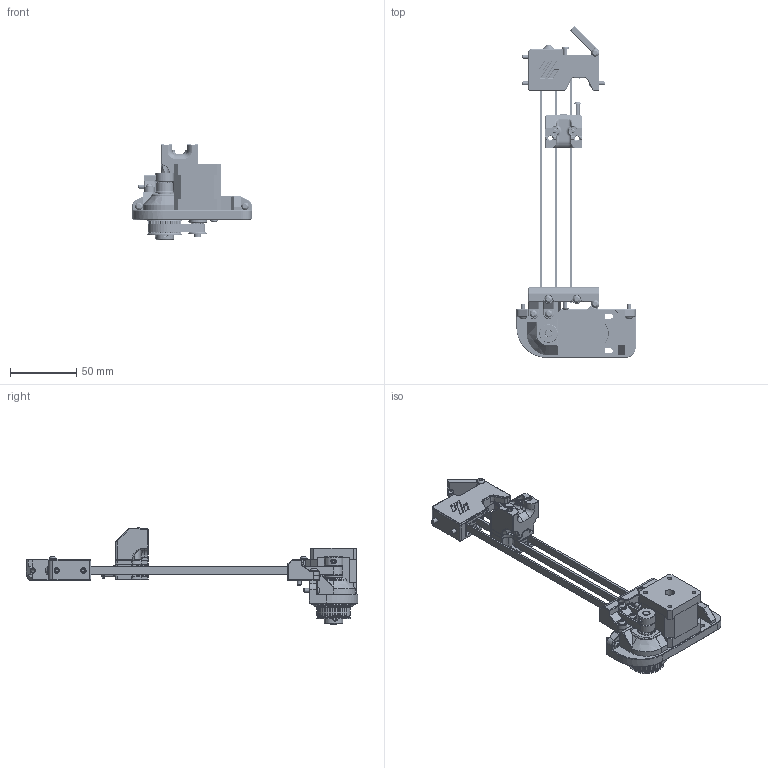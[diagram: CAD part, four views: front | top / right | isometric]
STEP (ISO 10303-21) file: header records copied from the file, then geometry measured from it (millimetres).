
FILE_DESCRIPTION(/* description */ (''),/* implementation_level */ '2;1');
FILE_NAME(/* name */ 'MCM V0-V0.1 Z Block & Tackle.step',/* time_stamp */ '2021-10-23T09:48:31+01:00',/* author */ (''),/* organization */ (''),/* preprocessor_version */ 'ST-DEVELOPER v18.1',/* originating_system */ 'Autodesk Translation Framework v10.10.0.1391',/* authorisation */ '');
FILE_SCHEMA (('AUTOMOTIVE_DESIGN { 1 0 10303 214 3 1 1 }'));
Products named in the file (51): MCM V0.1 Z Block & Tackle; MCM B&T Z; Top Assembly; Vitamins; M2x10 self tapping screw for plastic-1; M3x8 BHCS (2); M3x10 BHCS-1; M3x16 BHCS (2); M3x16 BHCS; f623_stack-10; Omron_D2F_F-1; [a]_z_tensioner; z_top_bracket; Bed Assembly; bed_mid; bed_front_V0.1; bed_rear; Printability; Vitamins (2); M3x30 BHCS; M3 Threaded Insert (1); f623_stack-10_1; f623_stack-10_2; f623-rs; M3 washer-1; 3x12mm pin; Bottom Assembly; Vitamins (1); M3x10 BHCS; M3x12 BHCS; M3x16 BHCS (1); M3x25 BHCS; M3 Threaded Insert (1) (1) (1); 5x10x0.5 Shim; M3 Washer; NEMA14 Motors; LDO-35STH42-0504AH; 5mm Shaft; MF105-bearing ; MF105-rubber (1) (1) ...
Assembly tree (84 placements, depth 6):
  MCM V0.1 Z Block & Tackle
    MCM B&T Z
      Top Assembly
        Vitamins
          M2x10 self tapping screw for plastic-1  x2
          M3x8 BHCS (2)  x2
          M3x10 BHCS-1
          M3x16 BHCS (2)
          M3x16 BHCS
          M3x25 BHCS
          M3 Threaded Insert (1)  x2
          f623_stack-10
            f623-rs  x2
            M3 washer-1  x2
          3x12mm pin
          Omron_D2F_F-1
        [a]_z_tensioner
        z_top_bracket
      Bed Assembly
        bed_mid
        bed_front_V0.1
        bed_rear
          Printability
        Vitamins (2)
          M3x12 BHCS
          M3x30 BHCS  x2
          M3 Threaded Insert (1)  x2
          f623_stack-10_1
            f623-rs  x2
            M3 washer-1  x2
          f623_stack-10_2
            f623-rs  x2
            M3 washer-1  x2
          3x12mm pin  x2
      Bottom Assembly
        Vitamins (1)
          M3x10 BHCS  x4
          M3x12 BHCS  x2
          M3x16 BHCS (1)  x4
          M3x25 BHCS  x2
          M3 Threaded Insert (1) (1) (1)  x2
          5x10x0.5 Shim  x2
          M3 Washer  x4
          NEMA14 Motors
            LDO-35STH42-0504AH
          5mm Shaft
          MF105-bearing 
            MF105-rubber (1) (1)
          MF105-bearing
            MF105-rubber (2)
          F695 2RS bearing
          GT2 110mm Belt
          GT2 16T v2  x2
          GT2 16T Deflanged
          40T Pulley
          M3 Threaded Insert (1) (1)
        bottom_bracket
        motor_bracket_4064
      Belt
Bounding box: 90.38 x 251.32 x 73.05 mm (x, y, z)
Volume: 135612.4 mm3; surface area: 85178.2 mm2
Topology: 83 solids, 83 shells, 4347 faces, 11256 edges, 7201 vertices
Faces by surface type: cylinder 1477, plane 1270, bspline 1091, cone 443, torus 41, sphere 25
Full cylindrical faces by diameter (mm): 0.85 x2, 1.28 x22, 2 x1, 2.2 x18, 2.8 x2, 3 x56, 3.2 x2, 3.4 x36, 3.75 x2, 3.8 x2, 4.6 x7, 5 x12, 5.05 x7, 5.16 x7, 5.56 x7, 5.7 x21, 5.8 x2, 6 x2, 6.06 x12, 6.2 x2, 6.4 x1, 6.5 x2, 6.94 x12, 7 x8, 7.2 x2, 8.761 x1, 10 x13, 10.2 x1, 11.5 x2, 11.6 x2
Entity records: 105127 total; most frequent: CARTESIAN_POINT 32799, ORIENTED_EDGE 15126, DIRECTION 15017, EDGE_CURVE 7563, AXIS2_PLACEMENT_3D 5577, VERTEX_POINT 4796, LINE 3863, VECTOR 3863
